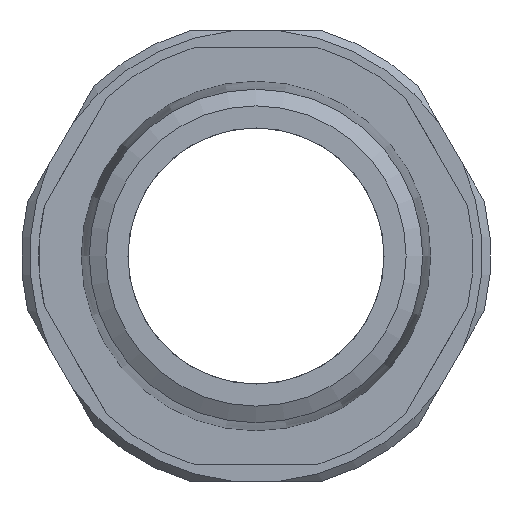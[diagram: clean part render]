
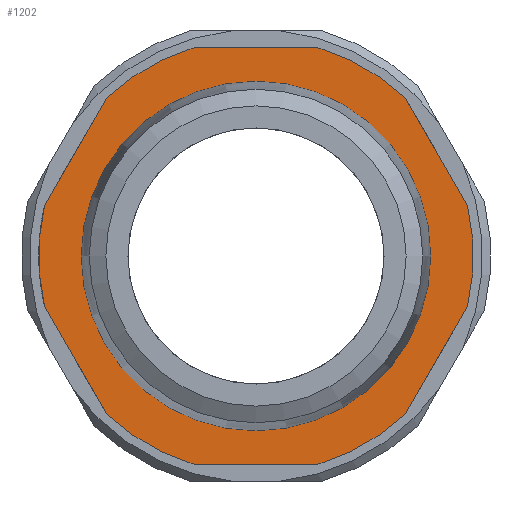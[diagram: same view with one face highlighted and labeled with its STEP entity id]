
A CAD part, front view. The second image highlights one B-rep face of the part: STEP entity #1202.
In plain terms, the highlighted planar face has unit normal (0, -1, 0).
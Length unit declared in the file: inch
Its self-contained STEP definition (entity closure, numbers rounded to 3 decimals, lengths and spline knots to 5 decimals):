
#17=FACE_BOUND('',#232,.T.);
#53=CIRCLE('',#1292,0.815);
#54=CIRCLE('',#1294,0.815);
#55=CIRCLE('',#1296,0.815);
#56=CIRCLE('',#1298,0.815);
#57=CIRCLE('',#1300,0.815);
#58=CIRCLE('',#1302,0.815);
#59=CIRCLE('',#1303,0.655);
#60=CIRCLE('',#1304,0.655);
#168=FACE_OUTER_BOUND('',#231,.T.);
#231=EDGE_LOOP('',(#807,#808,#809,#810,#811,#812,#813,#814,#815,#816,#817,
#818));
#232=EDGE_LOOP('',(#819,#820));
#290=LINE('',#1804,#351);
#293=LINE('',#1815,#354);
#296=LINE('',#1826,#357);
#299=LINE('',#1837,#360);
#302=LINE('',#1848,#363);
#305=LINE('',#1859,#366);
#351=VECTOR('',#1432,0.3937);
#354=VECTOR('',#1437,0.3937);
#357=VECTOR('',#1442,0.3937);
#360=VECTOR('',#1447,0.3937);
#363=VECTOR('',#1452,0.3937);
#366=VECTOR('',#1457,0.3937);
#443=VERTEX_POINT('',#1801);
#444=VERTEX_POINT('',#1803);
#447=VERTEX_POINT('',#1812);
#448=VERTEX_POINT('',#1814);
#451=VERTEX_POINT('',#1823);
#452=VERTEX_POINT('',#1825);
#455=VERTEX_POINT('',#1834);
#456=VERTEX_POINT('',#1836);
#459=VERTEX_POINT('',#1845);
#460=VERTEX_POINT('',#1847);
#463=VERTEX_POINT('',#1856);
#464=VERTEX_POINT('',#1858);
#468=VERTEX_POINT('',#1887);
#469=VERTEX_POINT('',#1888);
#567=EDGE_CURVE('',#444,#443,#290,.T.);
#571=EDGE_CURVE('',#448,#447,#293,.T.);
#575=EDGE_CURVE('',#452,#451,#296,.T.);
#579=EDGE_CURVE('',#456,#455,#299,.T.);
#583=EDGE_CURVE('',#460,#459,#302,.T.);
#587=EDGE_CURVE('',#464,#463,#305,.T.);
#599=EDGE_CURVE('',#447,#460,#53,.T.);
#600=EDGE_CURVE('',#459,#464,#54,.T.);
#601=EDGE_CURVE('',#463,#452,#55,.T.);
#602=EDGE_CURVE('',#455,#448,#56,.T.);
#603=EDGE_CURVE('',#451,#444,#57,.T.);
#604=EDGE_CURVE('',#443,#456,#58,.T.);
#605=EDGE_CURVE('',#468,#469,#59,.T.);
#606=EDGE_CURVE('',#469,#468,#60,.T.);
#807=ORIENTED_EDGE('',*,*,#567,.T.);
#808=ORIENTED_EDGE('',*,*,#604,.T.);
#809=ORIENTED_EDGE('',*,*,#579,.T.);
#810=ORIENTED_EDGE('',*,*,#602,.T.);
#811=ORIENTED_EDGE('',*,*,#571,.T.);
#812=ORIENTED_EDGE('',*,*,#599,.T.);
#813=ORIENTED_EDGE('',*,*,#583,.T.);
#814=ORIENTED_EDGE('',*,*,#600,.T.);
#815=ORIENTED_EDGE('',*,*,#587,.T.);
#816=ORIENTED_EDGE('',*,*,#601,.T.);
#817=ORIENTED_EDGE('',*,*,#575,.T.);
#818=ORIENTED_EDGE('',*,*,#603,.T.);
#819=ORIENTED_EDGE('',*,*,#605,.F.);
#820=ORIENTED_EDGE('',*,*,#606,.F.);
#1111=PLANE('',#1301);
#1202=ADVANCED_FACE('',(#168,#17),#1111,.T.);
#1292=AXIS2_PLACEMENT_3D('',#1876,#1482,#1483);
#1294=AXIS2_PLACEMENT_3D('',#1878,#1486,#1487);
#1296=AXIS2_PLACEMENT_3D('',#1880,#1490,#1491);
#1298=AXIS2_PLACEMENT_3D('',#1882,#1494,#1495);
#1300=AXIS2_PLACEMENT_3D('',#1884,#1498,#1499);
#1301=AXIS2_PLACEMENT_3D('',#1885,#1500,#1501);
#1302=AXIS2_PLACEMENT_3D('',#1886,#1502,#1503);
#1303=AXIS2_PLACEMENT_3D('',#1889,#1504,#1505);
#1304=AXIS2_PLACEMENT_3D('',#1890,#1506,#1507);
#1432=DIRECTION('',(0.5,0.,-0.866));
#1437=DIRECTION('',(0.5,0.,0.866));
#1442=DIRECTION('',(-0.5,0.,-0.866));
#1447=DIRECTION('',(1.,0.,0.));
#1452=DIRECTION('',(-0.5,0.,0.866));
#1457=DIRECTION('',(-1.,0.,0.));
#1482=DIRECTION('center_axis',(0.,-1.,0.));
#1483=DIRECTION('ref_axis',(-1.,0.,0.));
#1486=DIRECTION('center_axis',(0.,-1.,0.));
#1487=DIRECTION('ref_axis',(-1.,0.,0.));
#1490=DIRECTION('center_axis',(0.,-1.,0.));
#1491=DIRECTION('ref_axis',(-1.,0.,0.));
#1494=DIRECTION('center_axis',(0.,-1.,0.));
#1495=DIRECTION('ref_axis',(-1.,0.,0.));
#1498=DIRECTION('center_axis',(0.,-1.,0.));
#1499=DIRECTION('ref_axis',(-1.,0.,0.));
#1500=DIRECTION('center_axis',(0.,-1.,0.));
#1501=DIRECTION('ref_axis',(0.,0.,
1.));
#1502=DIRECTION('center_axis',(0.,-1.,0.));
#1503=DIRECTION('ref_axis',(-1.,0.,0.));
#1504=DIRECTION('center_axis',(0.,-1.,0.));
#1505=DIRECTION('ref_axis',(-1.,0.,0.));
#1506=DIRECTION('center_axis',(0.,-1.,0.));
#1507=DIRECTION('ref_axis',(-1.,0.,0.));
#1801=CARTESIAN_POINT('',(-0.56053,-0.24325,-0.59164));
#1803=CARTESIAN_POINT('',(-0.79264,-0.24325,-0.18961));
#1804=CARTESIAN_POINT('',(-0.65273,-0.24325,-0.43193));
#1812=CARTESIAN_POINT('',(0.79264,-0.24325,-0.18961));
#1814=CARTESIAN_POINT('',(0.56053,-0.24325,-0.59164));
#1815=CARTESIAN_POINT('',(0.70043,-0.24325,-0.34932));
#1823=CARTESIAN_POINT('',(-0.79264,-0.24325,0.18961));
#1825=CARTESIAN_POINT('',(-0.56053,-0.24325,0.59164));
#1826=CARTESIAN_POINT('',(-0.53668,-0.24325,0.63294));
#1834=CARTESIAN_POINT('',(0.23211,-0.24325,-0.78125));
#1836=CARTESIAN_POINT('',(-0.23211,-0.24325,-0.78125));
#1837=CARTESIAN_POINT('',(0.21145,-0.24325,-0.78125));
#1845=CARTESIAN_POINT('',(0.56053,-0.24325,0.59164));
#1847=CARTESIAN_POINT('',(0.79264,-0.24325,0.18961));
#1848=CARTESIAN_POINT('',(0.81648,-0.24325,0.14831));
#1856=CARTESIAN_POINT('',(-0.23211,-0.24325,0.78125));
#1858=CARTESIAN_POINT('',(0.23211,-0.24325,0.78125));
#1859=CARTESIAN_POINT('',(0.44355,-0.24325,0.78125));
#1876=CARTESIAN_POINT('Origin',(0.,-0.24325,
0.));
#1878=CARTESIAN_POINT('Origin',(0.,-0.24325,
0.));
#1880=CARTESIAN_POINT('Origin',(0.,-0.24325,
0.));
#1882=CARTESIAN_POINT('Origin',(0.,-0.24325,
0.));
#1884=CARTESIAN_POINT('Origin',(0.,-0.24325,
0.));
#1885=CARTESIAN_POINT('Origin',(0.655,-0.24325,0.));
#1886=CARTESIAN_POINT('Origin',(0.,-0.24325,
0.));
#1887=CARTESIAN_POINT('',(0.655,-0.24325,0.));
#1888=CARTESIAN_POINT('',(-0.655,-0.24325,0.));
#1889=CARTESIAN_POINT('Origin',(0.,-0.24325,
0.));
#1890=CARTESIAN_POINT('Origin',(0.,-0.24325,
0.));
